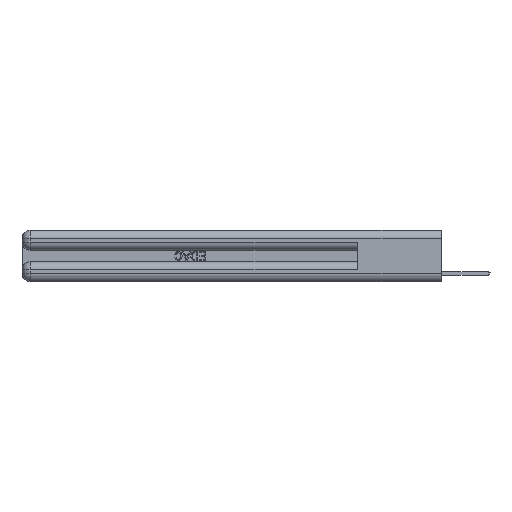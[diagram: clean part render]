
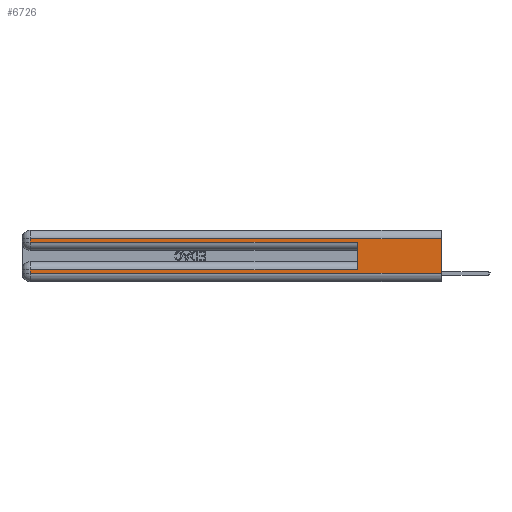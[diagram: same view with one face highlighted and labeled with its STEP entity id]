
A CAD part, left-side view. The second image highlights one B-rep face of the part: STEP entity #6726.
In plain terms, the highlighted planar face has unit normal (-1, 0, 0).
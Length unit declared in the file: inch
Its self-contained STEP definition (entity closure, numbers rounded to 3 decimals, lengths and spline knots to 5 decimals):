
#457 = VERTEX_POINT ( 'NONE', #22966 ) ;
#946 = DIRECTION ( 'NONE',  ( 0., -1., 0. ) ) ;
#1472 = CARTESIAN_POINT ( 'NONE',  ( 0., 2.94, 0.37 ) ) ;
#1582 = LINE ( 'NONE', #7846, #23491 ) ;
#3130 = EDGE_CURVE ( 'NONE', #22983, #17851, #12380, .T. ) ;
#4259 = DIRECTION ( 'NONE',  ( 0., 0., -1. ) ) ;
#4312 = EDGE_CURVE ( 'NONE', #22178, #23866, #15027, .T. ) ;
#4420 = ORIENTED_EDGE ( 'NONE', *, *, #27365, .F. ) ;
#4822 = CARTESIAN_POINT ( 'NONE',  ( 0., 2.94, 0.06 ) ) ;
#5278 = EDGE_CURVE ( 'NONE', #17851, #13566, #7437, .T. ) ;
#5304 = ORIENTED_EDGE ( 'NONE', *, *, #23267, .F. ) ;
#5688 = CARTESIAN_POINT ( 'NONE',  ( 0., 2.94, 0.285 ) ) ;
#6114 = LINE ( 'NONE', #10885, #17384 ) ;
#6380 = ORIENTED_EDGE ( 'NONE', *, *, #4312, .T. ) ;
#6726 = ADVANCED_FACE ( 'NONE', ( #9002 ), #6736, .F. ) ;
#6736 = PLANE ( 'NONE',  #21287 ) ;
#7437 = LINE ( 'NONE', #11821, #22796 ) ;
#7846 = CARTESIAN_POINT ( 'NONE',  ( 0., 0., 0.085 ) ) ;
#8522 = EDGE_CURVE ( 'NONE', #23866, #457, #17818, .T. ) ;
#8720 = CARTESIAN_POINT ( 'NONE',  ( 0., 0., 0.31 ) ) ;
#9002 = FACE_OUTER_BOUND ( 'NONE', #24284, .T. ) ;
#10885 = CARTESIAN_POINT ( 'NONE',  ( 0., 0., 0.37 ) ) ;
#10965 = CARTESIAN_POINT ( 'NONE',  ( 0., 0., 0.37 ) ) ;
#11821 = CARTESIAN_POINT ( 'NONE',  ( 0., 0., 0.06 ) ) ;
#12048 = VECTOR ( 'NONE', #18266, 39.37008 ) ;
#12350 = DIRECTION ( 'NONE',  ( 0., 0., -1. ) ) ;
#12380 = LINE ( 'NONE', #18046, #27734 ) ;
#12505 = VECTOR ( 'NONE', #19637, 39.37008 ) ;
#12849 = ORIENTED_EDGE ( 'NONE', *, *, #8522, .T. ) ;
#13566 = VERTEX_POINT ( 'NONE', #18634 ) ;
#13895 = CARTESIAN_POINT ( 'NONE',  ( 0., 0., 0.285 ) ) ;
#14043 = ORIENTED_EDGE ( 'NONE', *, *, #19362, .T. ) ;
#15027 = LINE ( 'NONE', #1472, #24559 ) ;
#15271 = DIRECTION ( 'NONE',  ( 1., 0., 0. ) ) ;
#15287 = DIRECTION ( 'NONE',  ( 0., 0., -1. ) ) ;
#15293 = CARTESIAN_POINT ( 'NONE',  ( 0., 2.94, 0.31 ) ) ;
#15985 = DIRECTION ( 'NONE',  ( 0., 0., 1. ) ) ;
#16468 = VERTEX_POINT ( 'NONE', #23286 ) ;
#16809 = DIRECTION ( 'NONE',  ( 0., 0., -1. ) ) ;
#17384 = VECTOR ( 'NONE', #15287, 39.37008 ) ;
#17818 = LINE ( 'NONE', #13895, #12048 ) ;
#17851 = VERTEX_POINT ( 'NONE', #4822 ) ;
#18046 = CARTESIAN_POINT ( 'NONE',  ( 0., 2.94, 0.37 ) ) ;
#18266 = DIRECTION ( 'NONE',  ( 0., -1., 0. ) ) ;
#18634 = CARTESIAN_POINT ( 'NONE',  ( 0., 0., 0.06 ) ) ;
#19362 = EDGE_CURVE ( 'NONE', #26623, #22178, #24067, .T. ) ;
#19637 = DIRECTION ( 'NONE',  ( 0., 1., 0. ) ) ;
#20882 = DIRECTION ( 'NONE',  ( 0., 1., 0. ) ) ;
#21271 = ORIENTED_EDGE ( 'NONE', *, *, #3130, .T. ) ;
#21287 = AXIS2_PLACEMENT_3D ( 'NONE', #10965, #15271, #4259 ) ;
#21294 = ORIENTED_EDGE ( 'NONE', *, *, #23961, .T. ) ;
#21593 = VECTOR ( 'NONE', #15985, 39.37008 ) ;
#22178 = VERTEX_POINT ( 'NONE', #15293 ) ;
#22796 = VECTOR ( 'NONE', #946, 39.37008 ) ;
#22966 = CARTESIAN_POINT ( 'NONE',  ( 0., 0.6, 0.285 ) ) ;
#22983 = VERTEX_POINT ( 'NONE', #26788 ) ;
#23267 = EDGE_CURVE ( 'NONE', #26623, #13566, #6114, .T. ) ;
#23286 = CARTESIAN_POINT ( 'NONE',  ( 0., 0.6, 0.085 ) ) ;
#23491 = VECTOR ( 'NONE', #20882, 39.37008 ) ;
#23866 = VERTEX_POINT ( 'NONE', #5688 ) ;
#23934 = CARTESIAN_POINT ( 'NONE',  ( 0., 0., 0.31 ) ) ;
#23961 = EDGE_CURVE ( 'NONE', #16468, #22983, #1582, .T. ) ;
#24067 = LINE ( 'NONE', #23934, #12505 ) ;
#24284 = EDGE_LOOP ( 'NONE', ( #5304, #14043, #6380, #12849, #4420, #21294, #21271, #26394 ) ) ;
#24559 = VECTOR ( 'NONE', #16809, 39.37008 ) ;
#26394 = ORIENTED_EDGE ( 'NONE', *, *, #5278, .T. ) ;
#26623 = VERTEX_POINT ( 'NONE', #8720 ) ;
#26788 = CARTESIAN_POINT ( 'NONE',  ( 0., 2.94, 0.085 ) ) ;
#27036 = CARTESIAN_POINT ( 'NONE',  ( 0., 0.6, 0.145 ) ) ;
#27365 = EDGE_CURVE ( 'NONE', #16468, #457, #27474, .T. ) ;
#27474 = LINE ( 'NONE', #27036, #21593 ) ;
#27734 = VECTOR ( 'NONE', #12350, 39.37008 ) ;
